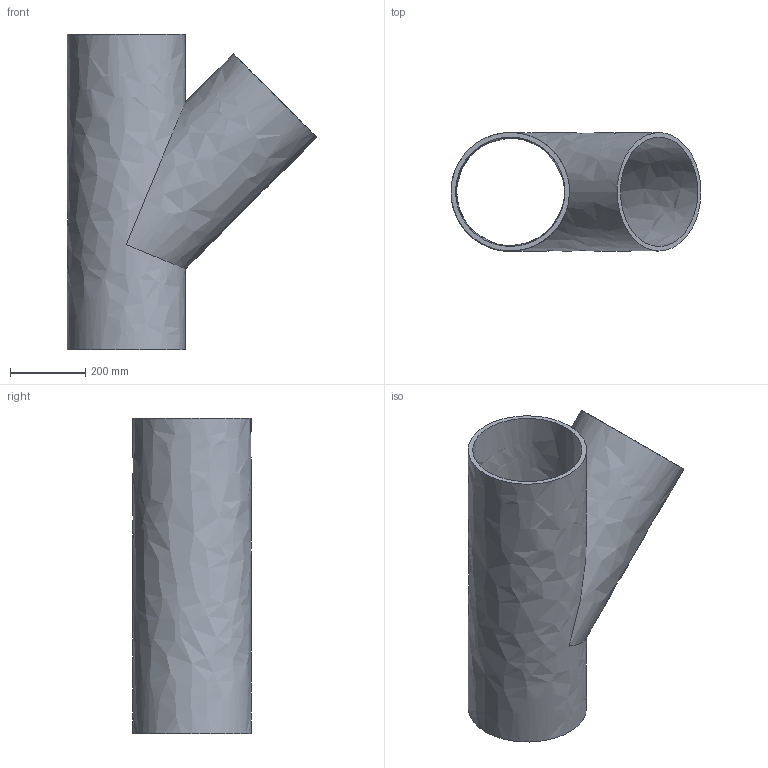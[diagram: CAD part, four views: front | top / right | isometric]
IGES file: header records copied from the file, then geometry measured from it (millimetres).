
Global section: file name: 372148; native system: Autodesk Inventor 2018; preprocessor: unknown; author: JANAN; date: 20210930.151026; units: millimetre
Bounding box: 664.85 x 315 x 840 mm (x, y, z)
Volume: 12954080.2 mm3; surface area: 2181394.2 mm2
Topology: 1 solids, 1 shells, 7 faces, 23 edges, 17 vertices
Faces by surface type: bspline 7
